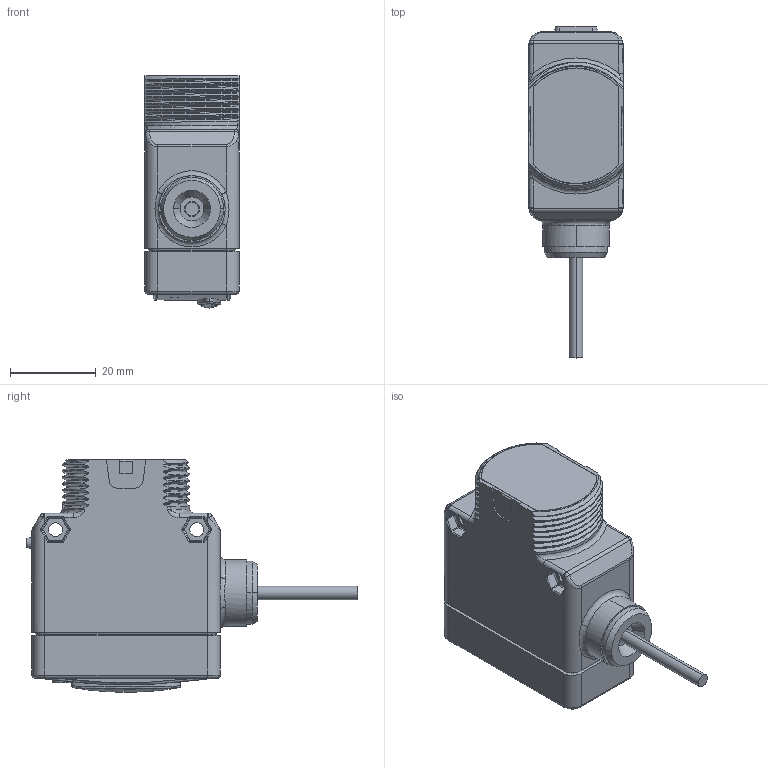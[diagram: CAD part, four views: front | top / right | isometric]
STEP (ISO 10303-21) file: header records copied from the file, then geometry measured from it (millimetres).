
FILE_DESCRIPTION((''),'2;1');
FILE_NAME('149174_SW','2010-06-15T',('banengservice'),('BANNER ENGINEERING'),'PRO/ENGINEER BY PARAMETRIC TECHNOLOGY CORPORATION, 2009141','PRO/ENGINEER BY PARAMETRIC TECHNOLOGY CORPORATION, 2009141','');
FILE_SCHEMA(('CONFIG_CONTROL_DESIGN'));
Length unit declared in the file: inch
Products named in the file (1): 149174_SW
Bounding box: 22 x 77.55 x 54.3 mm (x, y, z)
Volume: 16732.4 mm3; surface area: 18250.9 mm2
Topology: 3 solids, 3 shells, 795 faces, 1963 edges, 1205 vertices
Faces by surface type: cylinder 261, plane 241, bspline 122, torus 68, cone 59, sphere 34, extrusion 10
Entity records: 33637 total; most frequent: CARTESIAN_POINT 15681, ORIENTED_EDGE 3922, DIRECTION 3473, EDGE_CURVE 1961, AXIS2_PLACEMENT_3D 1305, VERTEX_POINT 1205, VECTOR 863, LINE 853
